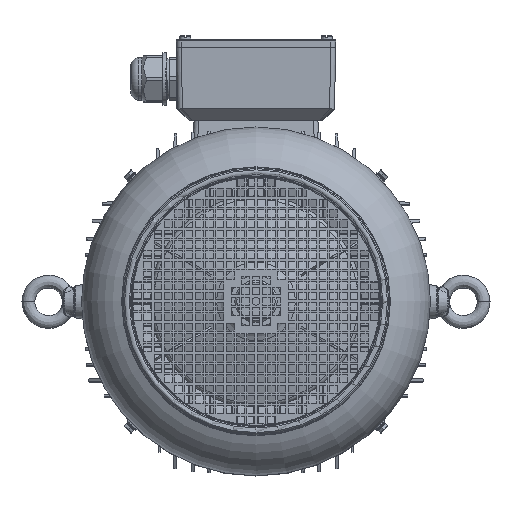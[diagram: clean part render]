
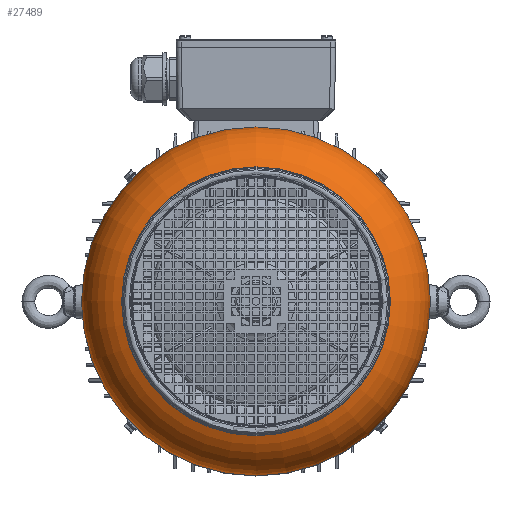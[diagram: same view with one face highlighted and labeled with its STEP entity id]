
A CAD part, top view. The second image highlights one B-rep face of the part: STEP entity #27489.
In plain terms, the highlighted toroidal (fillet/blend) face has major radius 116.021 mm and minor radius 61.5 mm.
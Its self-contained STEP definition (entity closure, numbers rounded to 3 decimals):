
#5078=TOROIDAL_SURFACE('',#110039,116.021,61.5);
#22377=FACE_BOUND('',#38545,.T.);
#22378=FACE_BOUND('',#38546,.T.);
#27489=ADVANCED_FACE('',(#22377,#22378),#5078,.T.);
#38545=EDGE_LOOP('',(#63487));
#38546=EDGE_LOOP('',(#63488));
#63487=ORIENTED_EDGE('',*,*,#94606,.F.);
#63488=ORIENTED_EDGE('',*,*,#96310,.T.);
#85804=VERTEX_POINT('',#145740);
#87508=VERTEX_POINT('',#149155);
#94606=EDGE_CURVE('',#85804,#85804,#106553,.T.);
#96310=EDGE_CURVE('',#87508,#87508,#106577,.T.);
#106553=CIRCLE('',#110006,177.5);
#106577=CIRCLE('',#110037,136.772);
#110006=AXIS2_PLACEMENT_3D('',#145739,#119177,#119178);
#110037=AXIS2_PLACEMENT_3D('',#149154,#120919,#120920);
#110039=AXIS2_PLACEMENT_3D('',#149157,#120923,#120924);
#119177=DIRECTION('',(0.,0.,-1.));
#119178=DIRECTION('',(-1.,0.,0.));
#120919=DIRECTION('',(0.,0.,-1.));
#120920=DIRECTION('',(-1.,0.,0.));
#120923=DIRECTION('',(0.,0.,-1.));
#120924=DIRECTION('',(-1.,0.,0.));
#145739=CARTESIAN_POINT('',(59.478,-8.346,286.338));
#145740=CARTESIAN_POINT('',(-118.022,-8.346,286.338));
#149154=CARTESIAN_POINT('',(59.478,-8.346,342.608));
#149155=CARTESIAN_POINT('',(-77.294,-8.346,342.608));
#149157=CARTESIAN_POINT('',(59.478,-8.346,284.715));
